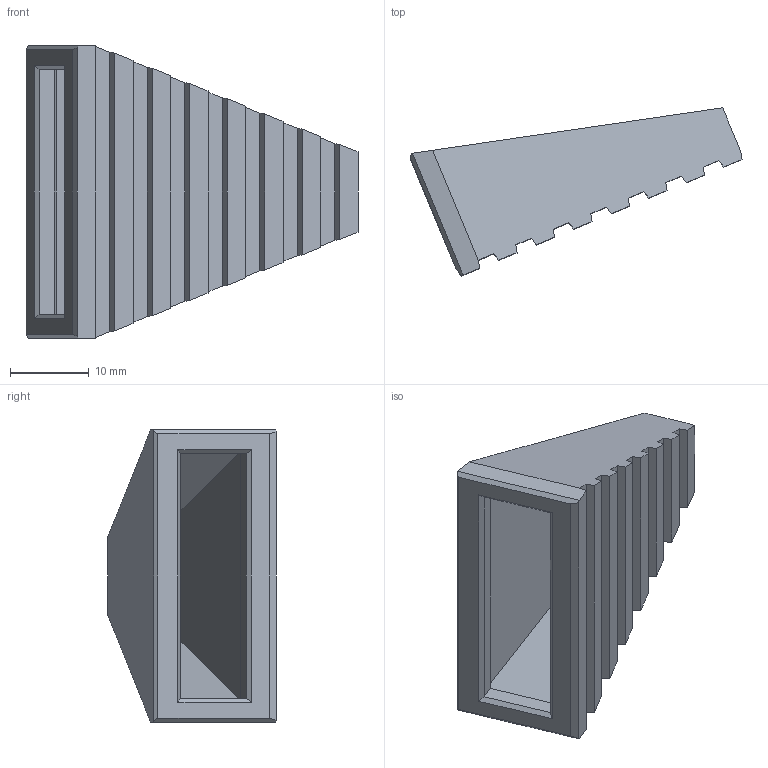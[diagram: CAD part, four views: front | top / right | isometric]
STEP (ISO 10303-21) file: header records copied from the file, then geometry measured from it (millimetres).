
FILE_DESCRIPTION (( 'STEP AP214' ), '1' );
FILE_NAME ('gripper_finger.STEP', '2025-03-31T14:03:48', ( '' ), ( '' ), 'SwSTEP 2.0', 'SolidWorks 2025', '' );
FILE_SCHEMA (( 'AUTOMOTIVE_DESIGN' ));
Length unit declared in the file: millimetre
Products named in the file (1): gripper_finger_tpu
Bounding box: 42.04 x 21.29 x 37 mm (x, y, z)
Volume: 5841 mm3; surface area: 5698.4 mm2
Topology: 1 solids, 1 shells, 60 faces, 160 edges, 104 vertices
Faces by surface type: plane 60
Entity records: 1843 total; most frequent: CARTESIAN_POINT 325, ORIENTED_EDGE 320, DIRECTION 282, EDGE_CURVE 160, LINE 160, VECTOR 160, VERTEX_POINT 104, EDGE_LOOP 62
